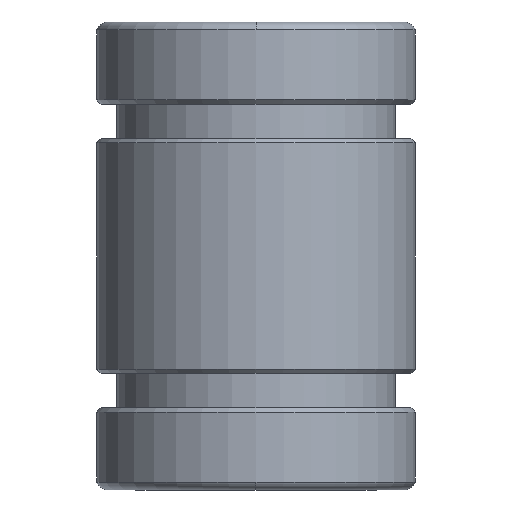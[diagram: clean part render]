
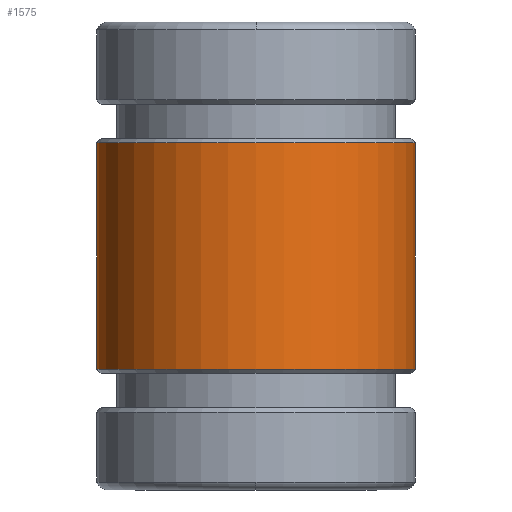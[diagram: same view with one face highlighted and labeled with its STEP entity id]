
A CAD part, front view. The second image highlights one B-rep face of the part: STEP entity #1575.
In plain terms, the highlighted cylindrical face has radius 9.493 mm (diameter 18.985 mm), a partial arc.
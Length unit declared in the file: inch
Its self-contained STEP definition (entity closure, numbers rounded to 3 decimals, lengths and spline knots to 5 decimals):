
#68 = VECTOR ( 'NONE', #918, 39.37008 ) ;
#74 = DIRECTION ( 'NONE',  ( 0., 0., 1. ) ) ;
#110 = CARTESIAN_POINT ( 'NONE',  ( 0., 0., 0.265 ) ) ;
#152 = DIRECTION ( 'NONE',  ( 0., 0., 1. ) ) ;
#224 = DIRECTION ( 'NONE',  ( 1., 0., 0. ) ) ;
#265 = AXIS2_PLACEMENT_3D ( 'NONE', #967, #791, #224 ) ;
#275 = CARTESIAN_POINT ( 'NONE',  ( -0.37372, 0., -0.265 ) ) ;
#306 = VECTOR ( 'NONE', #1018, 39.37008 ) ;
#325 = CARTESIAN_POINT ( 'NONE',  ( 0.37372, 0., -0.5487 ) ) ;
#358 = CARTESIAN_POINT ( 'NONE',  ( -0.37372, 0., 0.265 ) ) ;
#446 = CYLINDRICAL_SURFACE ( 'NONE', #1364, 0.37372 ) ;
#538 = DIRECTION ( 'NONE',  ( 1., 0., 0. ) ) ;
#561 = CARTESIAN_POINT ( 'NONE',  ( 0.37372, 0., -0.265 ) ) ;
#607 = DIRECTION ( 'NONE',  ( -1., 0., 0. ) ) ;
#694 = CARTESIAN_POINT ( 'NONE',  ( 0.37372, 0., 0.265 ) ) ;
#733 = LINE ( 'NONE', #1881, #306 ) ;
#761 = EDGE_CURVE ( 'NONE', #1878, #1076, #1070, .T. ) ;
#790 = ORIENTED_EDGE ( 'NONE', *, *, #1347, .F. ) ;
#791 = DIRECTION ( 'NONE',  ( 0., 0., -1. ) ) ;
#859 = VERTEX_POINT ( 'NONE', #275 ) ;
#918 = DIRECTION ( 'NONE',  ( 0., 0., 1. ) ) ;
#967 = CARTESIAN_POINT ( 'NONE',  ( 0., 0., -0.265 ) ) ;
#1018 = DIRECTION ( 'NONE',  ( 0., 0., 1. ) ) ;
#1070 = LINE ( 'NONE', #325, #68 ) ;
#1071 = EDGE_CURVE ( 'NONE', #859, #1351, #733, .T. ) ;
#1076 = VERTEX_POINT ( 'NONE', #694 ) ;
#1090 = ORIENTED_EDGE ( 'NONE', *, *, #1132, .F. ) ;
#1112 = CIRCLE ( 'NONE', #265, 0.37372 ) ;
#1114 = EDGE_LOOP ( 'NONE', ( #1892, #790, #1321, #1090 ) ) ;
#1132 = EDGE_CURVE ( 'NONE', #1351, #1076, #1492, .T. ) ;
#1321 = ORIENTED_EDGE ( 'NONE', *, *, #761, .T. ) ;
#1347 = EDGE_CURVE ( 'NONE', #1878, #859, #1112, .T. ) ;
#1351 = VERTEX_POINT ( 'NONE', #358 ) ;
#1364 = AXIS2_PLACEMENT_3D ( 'NONE', #1844, #74, #538 ) ;
#1389 = FACE_OUTER_BOUND ( 'NONE', #1114, .T. ) ;
#1492 = CIRCLE ( 'NONE', #1863, 0.37372 ) ;
#1575 = ADVANCED_FACE ( 'NONE', ( #1389 ), #446, .T. ) ;
#1844 = CARTESIAN_POINT ( 'NONE',  ( 0., 0., -0.5487 ) ) ;
#1863 = AXIS2_PLACEMENT_3D ( 'NONE', #110, #152, #607 ) ;
#1878 = VERTEX_POINT ( 'NONE', #561 ) ;
#1881 = CARTESIAN_POINT ( 'NONE',  ( -0.37372, 0., -0.5487 ) ) ;
#1892 = ORIENTED_EDGE ( 'NONE', *, *, #1071, .F. ) ;
